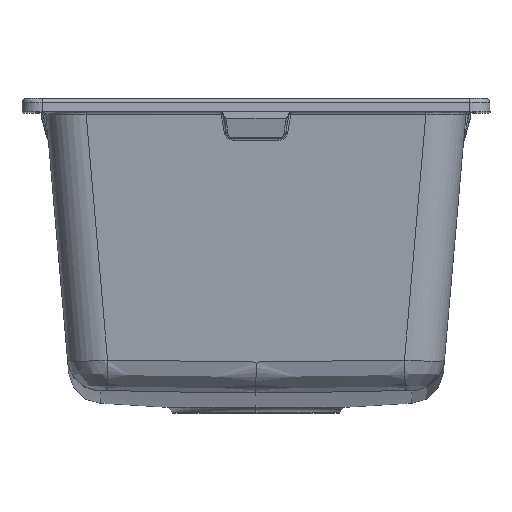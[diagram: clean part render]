
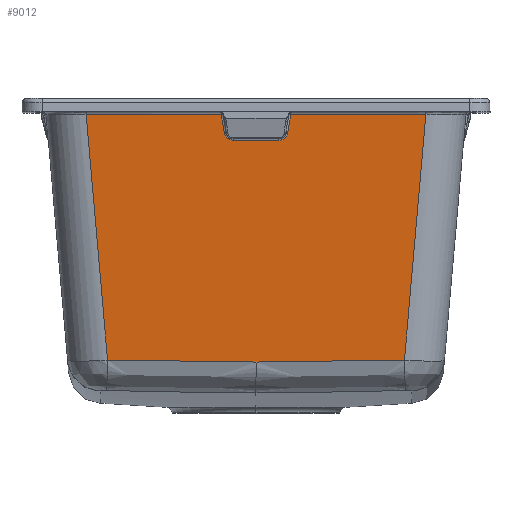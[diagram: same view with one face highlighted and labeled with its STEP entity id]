
A CAD part, top view. The second image highlights one B-rep face of the part: STEP entity #9012.
In plain terms, the highlighted planar face has unit normal (0, -0.087, 0.996).
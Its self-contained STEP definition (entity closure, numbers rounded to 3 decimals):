
#2060=CARTESIAN_POINT('',(26.017,-12.239,279.929));
#2089=CARTESIAN_POINT('',(-26.017,-12.239,
279.929));
#2247=DIRECTION('',(0.173,0.981,0.086));
#2248=VECTOR('',#2247,13.378);
#2249=CARTESIAN_POINT('',(23.703,-25.364,278.781));
#2250=LINE('',#2249,#2248);
#2251=DIRECTION('',(-1.,0.,0.));
#2252=VECTOR('',#2251,101.026);
#2253=CARTESIAN_POINT('',(127.043,-12.239,279.929));
#2254=LINE('',#2253,#2252);
#2255=DIRECTION('',(-0.087,-0.992,-0.087));
#2256=VECTOR('',#2255,184.706);
#2257=CARTESIAN_POINT('',(127.043,-12.239,279.929));
#2258=LINE('',#2257,#2256);
#2259=CARTESIAN_POINT('',(0.,-197.054,
263.76));
#2260=CARTESIAN_POINT('',(9.141,-197.054,263.76));
#2261=CARTESIAN_POINT('',(27.464,-196.99,263.766));
#2262=CARTESIAN_POINT('',(55.02,-196.7,263.791));
#2263=CARTESIAN_POINT('',(82.812,-196.225,263.833));
#2264=CARTESIAN_POINT('',(101.573,-195.791,263.87));
#2265=CARTESIAN_POINT('',(111.006,-195.547,263.892));
#2267=CARTESIAN_POINT('',(-111.006,-195.547,
263.892));
#2268=CARTESIAN_POINT('',(-101.576,-195.791,
263.87));
#2269=CARTESIAN_POINT('',(-82.818,-196.225,
263.833));
#2270=CARTESIAN_POINT('',(-55.022,-196.7,
263.791));
#2271=CARTESIAN_POINT('',(-27.466,-196.99,
263.766));
#2272=CARTESIAN_POINT('',(-9.141,-197.054,
263.76));
#2273=CARTESIAN_POINT('',(0.,-197.054,
263.76));
#2275=DIRECTION('',(0.087,-0.992,-0.087));
#2276=VECTOR('',#2275,184.706);
#2277=CARTESIAN_POINT('',(-127.043,-12.239,
279.929));
#2278=LINE('',#2277,#2276);
#2279=DIRECTION('',(-1.,0.,0.));
#2280=VECTOR('',#2279,101.026);
#2281=CARTESIAN_POINT('',(-26.017,-12.239,
279.929));
#2282=LINE('',#2281,#2280);
#2283=DIRECTION('',(0.173,-0.981,-0.086));
#2284=VECTOR('',#2283,13.378);
#2285=CARTESIAN_POINT('',(-26.017,-12.239,
279.929));
#2286=LINE('',#2285,#2284);
#2287=CARTESIAN_POINT('',(-23.703,-25.364,
278.781));
#2288=CARTESIAN_POINT('',(-23.683,-25.475,
278.771));
#2289=CARTESIAN_POINT('',(-23.644,-25.696,
278.752));
#2290=CARTESIAN_POINT('',(-23.602,-25.916,
278.733));
#2291=CARTESIAN_POINT('',(-23.582,-26.026,
278.723));
#2293=CARTESIAN_POINT('',(-23.582,-26.026,
278.723));
#2294=CARTESIAN_POINT('',(-23.493,-26.489,
278.683));
#2295=CARTESIAN_POINT('',(-23.219,-27.379,
278.605));
#2296=CARTESIAN_POINT('',(-22.471,-28.652,
278.493));
#2297=CARTESIAN_POINT('',(-21.453,-29.708,
278.401));
#2298=CARTESIAN_POINT('',(-20.192,-30.523,
278.33));
#2299=CARTESIAN_POINT('',(-18.736,-31.039,
278.284));
#2300=CARTESIAN_POINT('',(-17.718,-31.156,
278.274));
#2301=CARTESIAN_POINT('',(-17.19,-31.156,
278.274));
#2303=DIRECTION('',(1.,0.,0.));
#2304=VECTOR('',#2303,34.38);
#2305=CARTESIAN_POINT('',(-17.19,-31.156,
278.274));
#2306=LINE('',#2305,#2304);
#2307=CARTESIAN_POINT('',(17.19,-31.156,278.274));
#2308=CARTESIAN_POINT('',(17.717,-31.156,278.274));
#2309=CARTESIAN_POINT('',(18.735,-31.039,278.284));
#2310=CARTESIAN_POINT('',(20.19,-30.524,278.329));
#2311=CARTESIAN_POINT('',(21.45,-29.709,278.401));
#2312=CARTESIAN_POINT('',(22.469,-28.655,278.493));
#2313=CARTESIAN_POINT('',(23.219,-27.379,278.605));
#2314=CARTESIAN_POINT('',(23.493,-26.489,278.682));
#2315=CARTESIAN_POINT('',(23.582,-26.026,278.723));
#2317=CARTESIAN_POINT('',(23.582,-26.026,278.723));
#2318=CARTESIAN_POINT('',(23.602,-25.916,278.733));
#2319=CARTESIAN_POINT('',(23.644,-25.696,278.752));
#2320=CARTESIAN_POINT('',(23.683,-25.475,278.771));
#2321=CARTESIAN_POINT('',(23.703,-25.364,278.781));
#2333=CARTESIAN_POINT('',(127.043,-12.239,279.929));
#3147=CARTESIAN_POINT('',(-127.043,-12.239,
279.929));
#4578=VERTEX_POINT('',#2333);
#4581=VERTEX_POINT('',#3147);
#4583=CARTESIAN_POINT('',(111.006,-195.547,263.892));
#4584=VERTEX_POINT('',#4583);
#4587=CARTESIAN_POINT('',(-111.006,-195.547,
263.892));
#4588=VERTEX_POINT('',#4587);
#4712=VERTEX_POINT('',#2273);
#4730=VERTEX_POINT('',#2060);
#4732=CARTESIAN_POINT('',(23.703,-25.364,278.781));
#4733=VERTEX_POINT('',#4732);
#4735=VERTEX_POINT('',#2089);
#4736=CARTESIAN_POINT('',(-23.703,-25.364,
278.781));
#4737=VERTEX_POINT('',#4736);
#4738=VERTEX_POINT('',#2291);
#4739=VERTEX_POINT('',#2301);
#4740=CARTESIAN_POINT('',(17.19,-31.156,278.274));
#4741=VERTEX_POINT('',#4740);
#4742=VERTEX_POINT('',#2315);
#8983=CARTESIAN_POINT('',(-174.415,0.,281.));
#8984=DIRECTION('',(0.,-0.087,0.996));
#8985=DIRECTION('',(1.,0.,0.));
#8986=AXIS2_PLACEMENT_3D('',#8983,#8984,#8985);
#8987=PLANE('',#8986);
#8988=ORIENTED_EDGE('',*,*,#8876,.T.);
#8989=ORIENTED_EDGE('',*,*,#8609,.F.);
#8991=ORIENTED_EDGE('',*,*,#8990,.T.);
#8993=ORIENTED_EDGE('',*,*,#8992,.F.);
#8995=ORIENTED_EDGE('',*,*,#8994,.F.);
#8997=ORIENTED_EDGE('',*,*,#8996,.F.);
#8998=ORIENTED_EDGE('',*,*,#8621,.F.);
#9000=ORIENTED_EDGE('',*,*,#8999,.T.);
#9002=ORIENTED_EDGE('',*,*,#9001,.T.);
#9004=ORIENTED_EDGE('',*,*,#9003,.T.);
#9006=ORIENTED_EDGE('',*,*,#9005,.T.);
#9008=ORIENTED_EDGE('',*,*,#9007,.T.);
#9009=ORIENTED_EDGE('',*,*,#8976,.T.);
#9010=EDGE_LOOP('',(#8988,#8989,#8991,#8993,#8995,#8997,#8998,#9000,#9002,#9004,
#9006,#9008,#9009));
#9011=FACE_OUTER_BOUND('',#9010,.F.);
#9012=ADVANCED_FACE('',(#9011),#8987,.T.);
#2266=B_SPLINE_CURVE_WITH_KNOTS('',3,(#2259,#2260,#2261,#2262,#2263,#2264,
#2265),.UNSPECIFIED.,.F.,.F.,(4,1,1,1,4),(0.,0.25,0.5,0.75,1.),
.UNSPECIFIED.);
#2274=B_SPLINE_CURVE_WITH_KNOTS('',3,(#2267,#2268,#2269,#2270,#2271,#2272,
#2273),.UNSPECIFIED.,.F.,.F.,(4,1,1,1,4),(0.,0.25,0.5,0.75,1.),
.UNSPECIFIED.);
#2292=B_SPLINE_CURVE_WITH_KNOTS('',3,(#2287,#2288,#2289,#2290,#2291),
.UNSPECIFIED.,.F.,.F.,(4,1,4),(0.,0.5,1.),.UNSPECIFIED.);
#2302=B_SPLINE_CURVE_WITH_KNOTS('',3,(#2293,#2294,#2295,#2296,#2297,#2298,#2299,
#2300,#2301),.UNSPECIFIED.,.F.,.F.,(4,1,1,1,1,1,4),(0.,0.167,
0.333,0.5,0.667,0.833,1.),
.UNSPECIFIED.);
#2316=B_SPLINE_CURVE_WITH_KNOTS('',3,(#2307,#2308,#2309,#2310,#2311,#2312,#2313,
#2314,#2315),.UNSPECIFIED.,.F.,.F.,(4,1,1,1,1,1,4),(0.,0.167,
0.333,0.5,0.667,0.833,1.),
.UNSPECIFIED.);
#2322=B_SPLINE_CURVE_WITH_KNOTS('',3,(#2317,#2318,#2319,#2320,#2321),
.UNSPECIFIED.,.F.,.F.,(4,1,4),(0.,0.5,1.),.UNSPECIFIED.);
#8609=EDGE_CURVE('',#4578,#4730,#2254,.T.);
#8621=EDGE_CURVE('',#4735,#4581,#2282,.T.);
#8876=EDGE_CURVE('',#4733,#4730,#2250,.T.);
#8976=EDGE_CURVE('',#4742,#4733,#2322,.T.);
#8990=EDGE_CURVE('',#4578,#4584,#2258,.T.);
#8992=EDGE_CURVE('',#4712,#4584,#2266,.T.);
#8994=EDGE_CURVE('',#4588,#4712,#2274,.T.);
#8996=EDGE_CURVE('',#4581,#4588,#2278,.T.);
#8999=EDGE_CURVE('',#4735,#4737,#2286,.T.);
#9001=EDGE_CURVE('',#4737,#4738,#2292,.T.);
#9003=EDGE_CURVE('',#4738,#4739,#2302,.T.);
#9005=EDGE_CURVE('',#4739,#4741,#2306,.T.);
#9007=EDGE_CURVE('',#4741,#4742,#2316,.T.);
